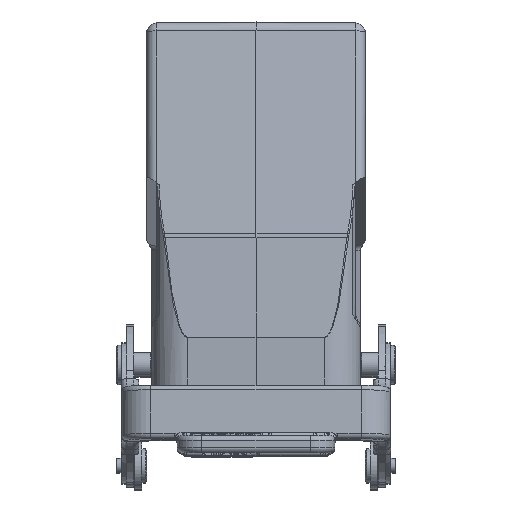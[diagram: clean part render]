
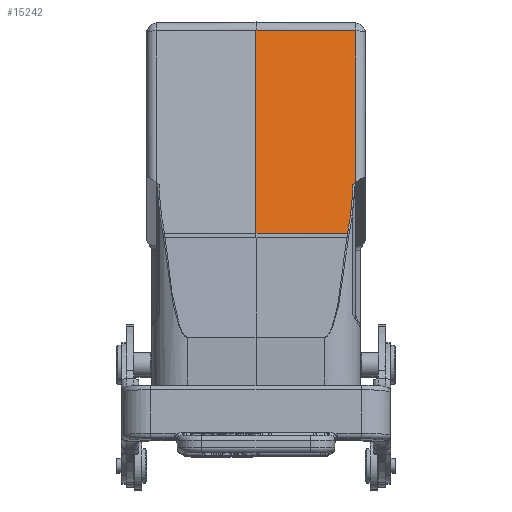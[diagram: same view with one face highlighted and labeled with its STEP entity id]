
A CAD part, top view. The second image highlights one B-rep face of the part: STEP entity #15242.
In plain terms, the highlighted planar face has unit normal (0.009, 0.174, 0.985).
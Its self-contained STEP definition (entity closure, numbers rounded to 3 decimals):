
#8643=PLANE('',#36892);
#11275=LINE('',#58538,#13614);
#11276=LINE('',#58542,#13615);
#11315=LINE('',#58911,#13654);
#11316=LINE('',#58913,#13655);
#11317=LINE('',#58915,#13656);
#13614=VECTOR('',#43978,1.);
#13615=VECTOR('',#43983,1.);
#13654=VECTOR('',#44182,1.);
#13655=VECTOR('',#44185,1.);
#13656=VECTOR('',#44186,1.);
#15242=ADVANCED_FACE('',(#16748),#8643,.T.);
#16748=FACE_OUTER_BOUND('',#18596,.T.);
#18596=EDGE_LOOP('',(#27287,#27288,#27289,#27290,#27291,#27292,#27293));
#19509=CIRCLE('',#36812,62.334);
#19727=ELLIPSE('',#36891,40.313,7.);
#27287=ORIENTED_EDGE('',*,*,#33696,.F.);
#27288=ORIENTED_EDGE('',*,*,#33691,.F.);
#27289=ORIENTED_EDGE('',*,*,#33689,.T.);
#27290=ORIENTED_EDGE('',*,*,#33786,.F.);
#27291=ORIENTED_EDGE('',*,*,#33787,.F.);
#27292=ORIENTED_EDGE('',*,*,#33788,.T.);
#27293=ORIENTED_EDGE('',*,*,#33789,.F.);
#29901=VERTEX_POINT('',#58535);
#29902=VERTEX_POINT('',#58539);
#29903=VERTEX_POINT('',#58543);
#29906=VERTEX_POINT('',#58568);
#29949=VERTEX_POINT('',#58902);
#29951=VERTEX_POINT('',#58914);
#29952=VERTEX_POINT('',#58916);
#33689=EDGE_CURVE('',#29902,#29901,#11275,.T.);
#33691=EDGE_CURVE('',#29902,#29903,#11276,.T.);
#33696=EDGE_CURVE('',#29903,#29906,#19509,.T.);
#33786=EDGE_CURVE('',#29949,#29901,#11315,.T.);
#33787=EDGE_CURVE('',#29951,#29949,#11316,.T.);
#33788=EDGE_CURVE('',#29951,#29952,#11317,.T.);
#33789=EDGE_CURVE('',#29906,#29952,#19727,.T.);
#36812=AXIS2_PLACEMENT_3D('',#58573,#43988,#43989);
#36891=AXIS2_PLACEMENT_3D('',#58917,#44187,#44188);
#36892=AXIS2_PLACEMENT_3D('',#58918,#44189,#44190);
#43978=DIRECTION('',(0.,0.985,-0.174));
#43983=DIRECTION('',(-0.762,-0.637,0.119));
#43988=DIRECTION('',(-0.009,-0.174,-0.985));
#43989=DIRECTION('',(0.,-0.985,0.174));
#44182=DIRECTION('',(1.,-0.009,-0.007));
#44185=DIRECTION('',(0.,0.985,-0.174));
#44186=DIRECTION('',(1.,-0.001,-0.009));
#44187=DIRECTION('',(-0.009,-0.174,-0.985));
#44188=DIRECTION('',(0.002,-0.985,0.174));
#44189=DIRECTION('',(0.009,0.174,0.985));
#44190=DIRECTION('',(0.,-0.985,0.174));
#58535=CARTESIAN_POINT('',(20.517,19.584,50.546));
#58538=CARTESIAN_POINT('',(20.517,-11.704,56.062));
#58539=CARTESIAN_POINT('',(20.517,-11.704,56.062));
#58542=CARTESIAN_POINT('',(20.517,-11.704,56.062));
#58543=CARTESIAN_POINT('',(19.963,-12.168,56.149));
#58568=CARTESIAN_POINT('',(19.449,-18.497,57.27));
#58573=CARTESIAN_POINT('',(-42.345,-10.389,56.388));
#58902=CARTESIAN_POINT('',(0.,19.763,50.696));
#58911=CARTESIAN_POINT('',(-0.012,19.763,50.696));
#58913=CARTESIAN_POINT('',(0.,-22.153,58.087));
#58914=CARTESIAN_POINT('',(0.,-22.155,58.087));
#58915=CARTESIAN_POINT('',(0.017,-22.155,58.087));
#58916=CARTESIAN_POINT('',(18.848,-22.176,57.924));
#58917=CARTESIAN_POINT('',(14.004,6.729,52.87));
#58918=CARTESIAN_POINT('',(0.,21.415,50.404));
